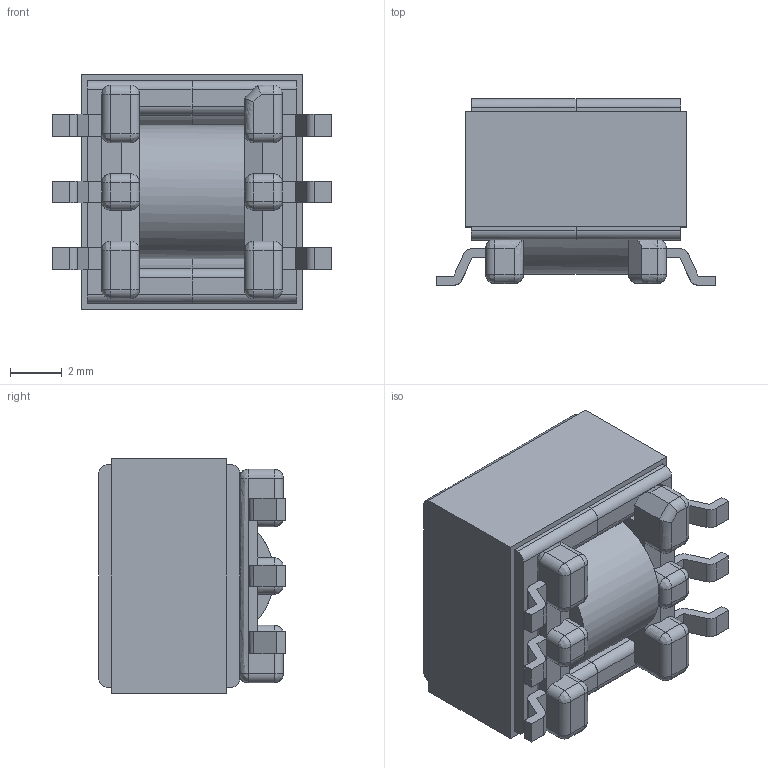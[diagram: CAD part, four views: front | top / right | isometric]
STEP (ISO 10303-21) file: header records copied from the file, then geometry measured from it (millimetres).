
FILE_DESCRIPTION(('FreeCAD Model'),'2;1');
FILE_NAME('Open CASCADE Shape Model','2025-04-29T07:33:52',('FreeCAD'),( 'FreeCAD'),'Open CASCADE STEP processor 7.6','FreeCAD','Unknown');
FILE_SCHEMA(('AUTOMOTIVE_DESIGN { 1 0 10303 214 1 1 1 1 }'));
Length unit declared in the file: millimetre
Products named in the file (1): Open CASCADE STEP translator 7.6 1
Bounding box: 10.75 x 7.19 x 9.03 mm (x, y, z)
Volume: 440.6 mm3; surface area: 1212.8 mm2
Topology: 5 solids, 5 shells, 252 faces, 663 edges, 394 vertices
Faces by surface type: bspline 252
Entity records: 7211 total; most frequent: CARTESIAN_POINT 3552, ORIENTED_EDGE 1272, EDGE_CURVE 636, B_SPLINE_CURVE_WITH_KNOTS 437, VERTEX_POINT 394, FACE_BOUND 260, EDGE_LOOP 260, ADVANCED_FACE 252
